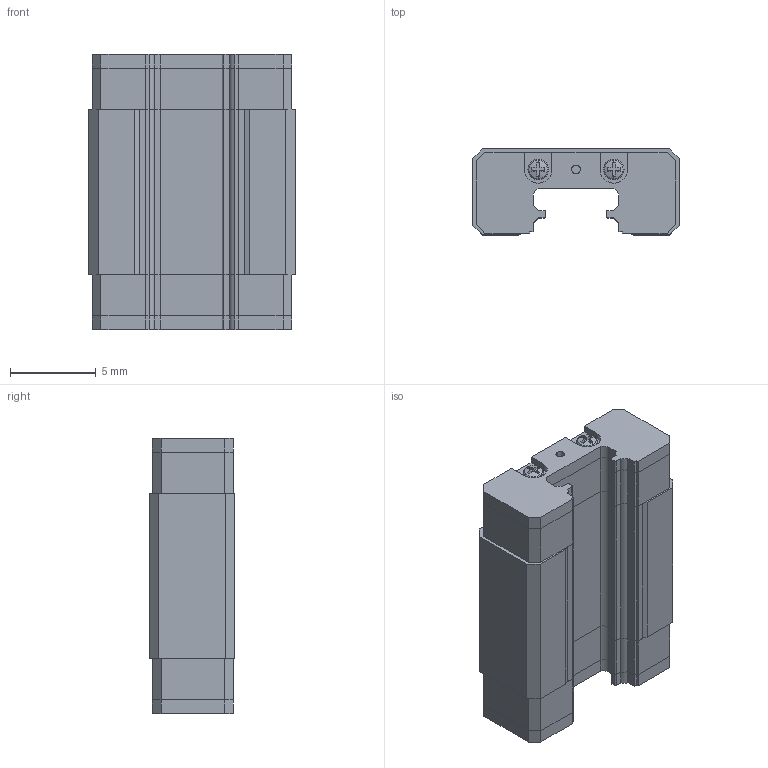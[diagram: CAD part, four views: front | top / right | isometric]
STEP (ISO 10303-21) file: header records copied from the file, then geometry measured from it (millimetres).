
FILE_DESCRIPTION (( 'STEP AP203' ), '1' );
FILE_NAME ('6725K606_Ball Bearing Carriage.STEP', '2021-10-26T20:53:58', ( 'Administrator' ), ( 'Managed by Terraform' ), 'SwSTEP 2.0', 'SolidWorks 2017', '' );
FILE_SCHEMA (( 'CONFIG_CONTROL_DESIGN' ));
Length unit declared in the file: millimetre
Products named in the file (1): 6725K606_Ball Bearing Carriage
Bounding box: 12 x 5 x 16 mm (x, y, z)
Volume: 698.5 mm3; surface area: 1119.6 mm2
Topology: 9 solids, 9 shells, 334 faces, 916 edges, 600 vertices
Faces by surface type: plane 204, cylinder 90, torus 16, cone 10, sphere 8, bspline 6
Entity records: 11719 total; most frequent: CARTESIAN_POINT 3105, ORIENTED_EDGE 1824, DIRECTION 1768, EDGE_CURVE 912, VECTOR 602, LINE 602, VERTEX_POINT 600, AXIS2_PLACEMENT_3D 583
